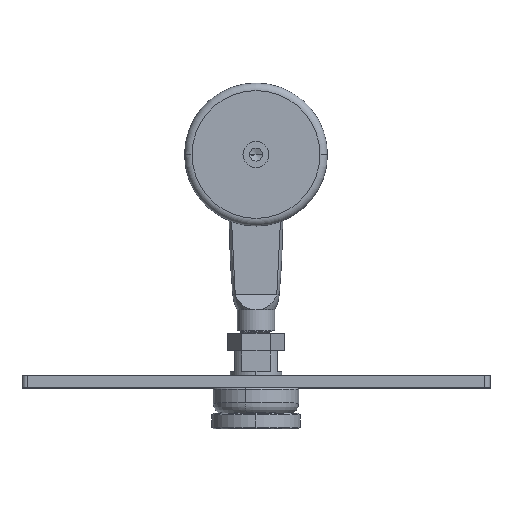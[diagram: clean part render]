
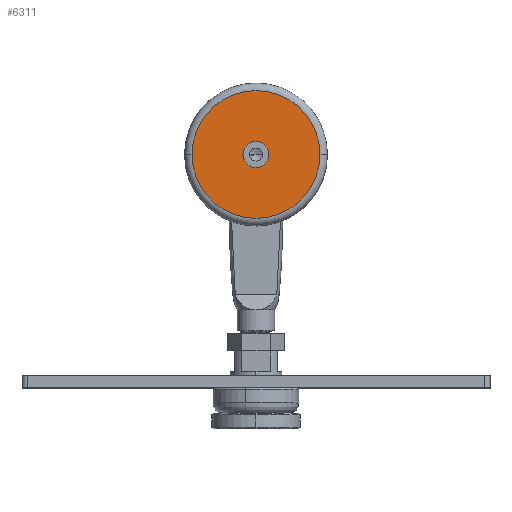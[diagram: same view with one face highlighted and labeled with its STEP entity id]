
A CAD part, top view. The second image highlights one B-rep face of the part: STEP entity #6311.
In plain terms, the highlighted planar face has unit normal (0, 0, 1).
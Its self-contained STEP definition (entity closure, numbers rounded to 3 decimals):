
#456 = PLANE ( 'NONE',  #23195 ) ;
#1111 = EDGE_CURVE ( 'NONE', #24332, #22773, #23669, .T. ) ;
#2289 = CARTESIAN_POINT ( 'NONE',  ( 24.575, 0., 21.475 ) ) ;
#3783 = CARTESIAN_POINT ( 'NONE',  ( 0., 5., 21.475 ) ) ;
#4069 = CARTESIAN_POINT ( 'NONE',  ( -24.575, 0., 21.475 ) ) ;
#4123 = DIRECTION ( 'NONE',  ( 0., 0., 1. ) ) ;
#5274 = CARTESIAN_POINT ( 'NONE',  ( -5., 0., 21.475 ) ) ;
#5486 = CARTESIAN_POINT ( 'NONE',  ( 0., 0., 21.475 ) ) ;
#5707 = ORIENTED_EDGE ( 'NONE', *, *, #25554, .F. ) ;
#5726 = DIRECTION ( 'NONE',  ( 1., 0., 0. ) ) ;
#6208 = DIRECTION ( 'NONE',  ( 1., 0., 0. ) ) ;
#6311 = ADVANCED_FACE ( 'NONE', ( #6690, #17536 ), #456, .F. ) ;
#6619 = AXIS2_PLACEMENT_3D ( 'NONE', #7869, #4123, #6208 ) ;
#6690 = FACE_BOUND ( 'NONE', #20256, .T. ) ;
#6927 = AXIS2_PLACEMENT_3D ( 'NONE', #5486, #25502, #17557 ) ;
#7422 = VERTEX_POINT ( 'NONE', #5274 ) ;
#7869 = CARTESIAN_POINT ( 'NONE',  ( 0., 0., 21.475 ) ) ;
#8097 = AXIS2_PLACEMENT_3D ( 'NONE', #10056, #23401, #13809 ) ;
#10056 = CARTESIAN_POINT ( 'NONE',  ( 0., 0., 21.475 ) ) ;
#11175 = CARTESIAN_POINT ( 'NONE',  ( 0., 0., 21.475 ) ) ;
#12115 = CARTESIAN_POINT ( 'NONE',  ( 5., 0., 21.475 ) ) ;
#13029 = EDGE_CURVE ( 'NONE', #22773, #24332, #23528, .T. ) ;
#13615 = AXIS2_PLACEMENT_3D ( 'NONE', #11175, #21155, #5726 ) ;
#13809 = DIRECTION ( 'NONE',  ( 1., 0., 0. ) ) ;
#16097 = ORIENTED_EDGE ( 'NONE', *, *, #16342, .F. ) ;
#16269 = CIRCLE ( 'NONE', #6619, 5. ) ;
#16342 = EDGE_CURVE ( 'NONE', #7422, #16919, #16269, .T. ) ;
#16919 = VERTEX_POINT ( 'NONE', #12115 ) ;
#17119 = DIRECTION ( 'NONE',  ( -1., 0., 0. ) ) ;
#17536 = FACE_OUTER_BOUND ( 'NONE', #23960, .T. ) ;
#17557 = DIRECTION ( 'NONE',  ( 1., 0., 0. ) ) ;
#18395 = DIRECTION ( 'NONE',  ( 0., 0., -1. ) ) ;
#19689 = ORIENTED_EDGE ( 'NONE', *, *, #13029, .T. ) ;
#20256 = EDGE_LOOP ( 'NONE', ( #5707, #16097 ) ) ;
#21155 = DIRECTION ( 'NONE',  ( 0., 0., 1. ) ) ;
#21646 = CIRCLE ( 'NONE', #8097, 5. ) ;
#22773 = VERTEX_POINT ( 'NONE', #4069 ) ;
#23195 = AXIS2_PLACEMENT_3D ( 'NONE', #3783, #18395, #17119 ) ;
#23401 = DIRECTION ( 'NONE',  ( 0., 0., 1. ) ) ;
#23528 = CIRCLE ( 'NONE', #6927, 24.575 ) ;
#23662 = ORIENTED_EDGE ( 'NONE', *, *, #1111, .T. ) ;
#23669 = CIRCLE ( 'NONE', #13615, 24.575 ) ;
#23960 = EDGE_LOOP ( 'NONE', ( #23662, #19689 ) ) ;
#24332 = VERTEX_POINT ( 'NONE', #2289 ) ;
#25502 = DIRECTION ( 'NONE',  ( 0., 0., 1. ) ) ;
#25554 = EDGE_CURVE ( 'NONE', #16919, #7422, #21646, .T. ) ;
